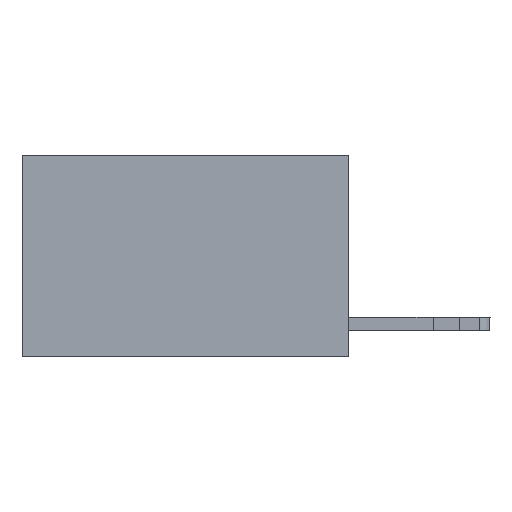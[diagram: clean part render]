
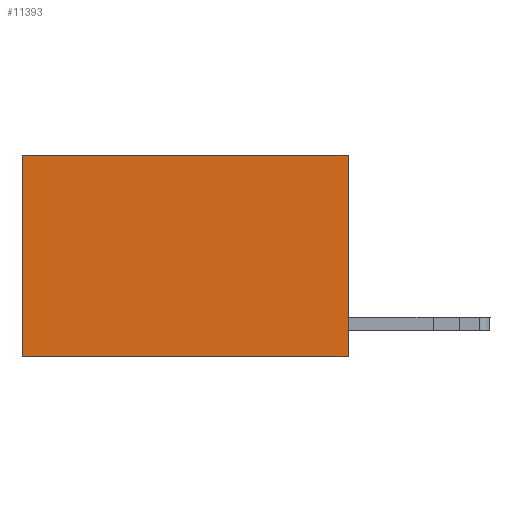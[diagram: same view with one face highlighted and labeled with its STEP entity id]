
A CAD part, left-side view. The second image highlights one B-rep face of the part: STEP entity #11393.
In plain terms, the highlighted planar face has unit normal (-1, 0, 0).
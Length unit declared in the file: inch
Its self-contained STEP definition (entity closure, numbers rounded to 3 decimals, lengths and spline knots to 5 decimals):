
#1569 = CARTESIAN_POINT ( 'NONE',  ( 0.2625, 0., 0. ) ) ;
#2396 = EDGE_CURVE ( 'NONE', #14494, #10815, #2610, .T. ) ;
#2547 = LINE ( 'NONE', #22310, #24285 ) ;
#2610 = LINE ( 'NONE', #24452, #19287 ) ;
#4144 = ORIENTED_EDGE ( 'NONE', *, *, #23091, .T. ) ;
#5999 = DIRECTION ( 'NONE',  ( 0., 1., 0. ) ) ;
#6843 = VECTOR ( 'NONE', #9253, 39.37008 ) ;
#8442 = PLANE ( 'NONE',  #22499 ) ;
#9253 = DIRECTION ( 'NONE',  ( 0., 0., -1. ) ) ;
#10660 = DIRECTION ( 'NONE',  ( 1., 0., 0. ) ) ;
#10815 = VERTEX_POINT ( 'NONE', #12590 ) ;
#11393 = ADVANCED_FACE ( 'NONE', ( #16247 ), #8442, .F. ) ;
#11534 = ORIENTED_EDGE ( 'NONE', *, *, #19399, .T. ) ;
#11539 = DIRECTION ( 'NONE',  ( 0., 1., 0. ) ) ;
#12590 = CARTESIAN_POINT ( 'NONE',  ( 0.2625, 0.6, -0.37 ) ) ;
#13064 = CARTESIAN_POINT ( 'NONE',  ( 0.2625, 0., 0. ) ) ;
#13344 = LINE ( 'NONE', #26548, #6843 ) ;
#13789 = CARTESIAN_POINT ( 'NONE',  ( 0.2625, 0.6, 0. ) ) ;
#14494 = VERTEX_POINT ( 'NONE', #26331 ) ;
#15173 = EDGE_LOOP ( 'NONE', ( #11534, #24985, #15798, #4144 ) ) ;
#15798 = ORIENTED_EDGE ( 'NONE', *, *, #18654, .F. ) ;
#16247 = FACE_OUTER_BOUND ( 'NONE', #15173, .T. ) ;
#16414 = LINE ( 'NONE', #13064, #21454 ) ;
#18654 = EDGE_CURVE ( 'NONE', #21588, #14494, #16414, .T. ) ;
#19287 = VECTOR ( 'NONE', #5999, 39.37008 ) ;
#19376 = DIRECTION ( 'NONE',  ( 0., 0., -1. ) ) ;
#19399 = EDGE_CURVE ( 'NONE', #27905, #10815, #13344, .T. ) ;
#21454 = VECTOR ( 'NONE', #19376, 39.37008 ) ;
#21588 = VERTEX_POINT ( 'NONE', #1569 ) ;
#22310 = CARTESIAN_POINT ( 'NONE',  ( 0.2625, 0., 0. ) ) ;
#22499 = AXIS2_PLACEMENT_3D ( 'NONE', #23606, #10660, #25768 ) ;
#23091 = EDGE_CURVE ( 'NONE', #21588, #27905, #2547, .T. ) ;
#23606 = CARTESIAN_POINT ( 'NONE',  ( 0.2625, 0., 0. ) ) ;
#24285 = VECTOR ( 'NONE', #11539, 39.37008 ) ;
#24452 = CARTESIAN_POINT ( 'NONE',  ( 0.2625, 0., -0.37 ) ) ;
#24985 = ORIENTED_EDGE ( 'NONE', *, *, #2396, .F. ) ;
#25768 = DIRECTION ( 'NONE',  ( 0., 0., -1. ) ) ;
#26331 = CARTESIAN_POINT ( 'NONE',  ( 0.2625, 0., -0.37 ) ) ;
#26548 = CARTESIAN_POINT ( 'NONE',  ( 0.2625, 0.6, 0. ) ) ;
#27905 = VERTEX_POINT ( 'NONE', #13789 ) ;
